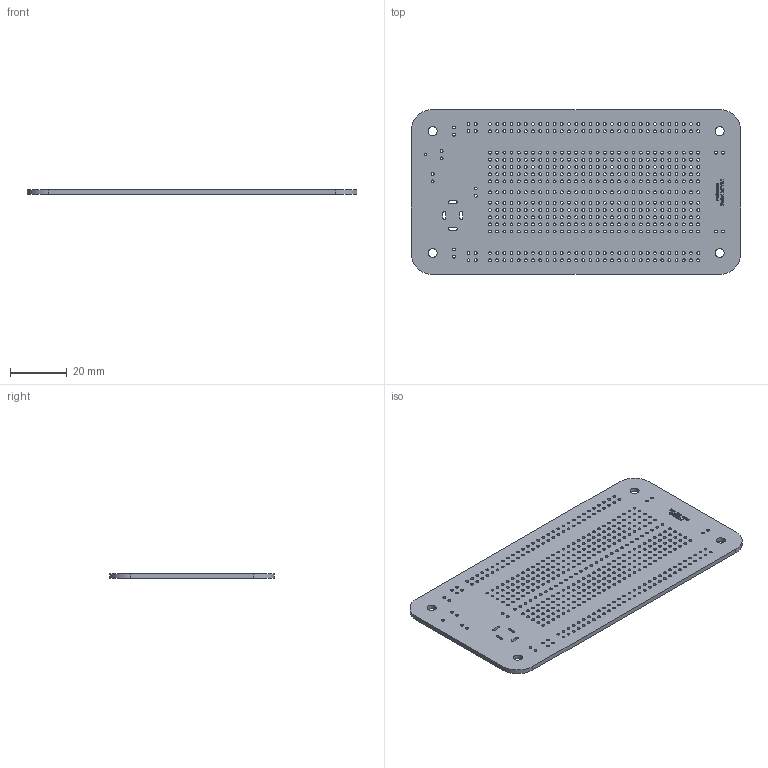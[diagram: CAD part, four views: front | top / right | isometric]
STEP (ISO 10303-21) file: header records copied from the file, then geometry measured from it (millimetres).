
FILE_DESCRIPTION(/* description */ (''),/* implementation_level */ '2;1');
FILE_NAME(/* name */ 'PTSolns Proto-Half V2.1 Redrawn v7.step',/* time_stamp */ '2024-09-19T11:09:41-05:00',/* author */ (''),/* organization */ (''),/* preprocessor_version */ 'ST-DEVELOPER v20',/* originating_system */ 'Autodesk Translation Framework v13.14.0.145',/* authorisation */ '');
FILE_SCHEMA (('AUTOMOTIVE_DESIGN { 1 0 10303 214 3 1 1 }'));
Length unit declared in the file: millimetre
Products named in the file (1): PTSolns Proto-Half V2.1 Redrawn
Bounding box: 116.8 x 58.4 x 1.6 mm (x, y, z)
Volume: 10170.3 mm3; surface area: 15749.2 mm2
Topology: 1 solids, 1 shells, 897 faces, 2592 edges, 1728 vertices
Faces by surface type: cylinder 489, bspline 226, plane 182
Full cylindrical faces by diameter (mm): 1 x473, 3.2 x4
Entity records: 33146 total; most frequent: CARTESIAN_POINT 8162, ORIENTED_EDGE 5184, DIRECTION 4460, EDGE_CURVE 2592, EDGE_LOOP 1890, VERTEX_POINT 1728, AXIS2_PLACEMENT_3D 1650, LINE 1160
